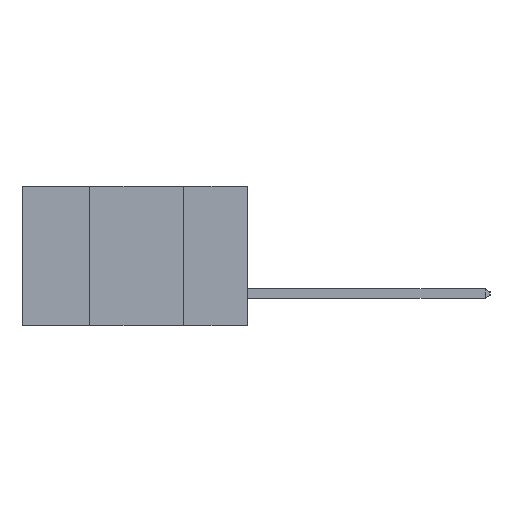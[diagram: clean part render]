
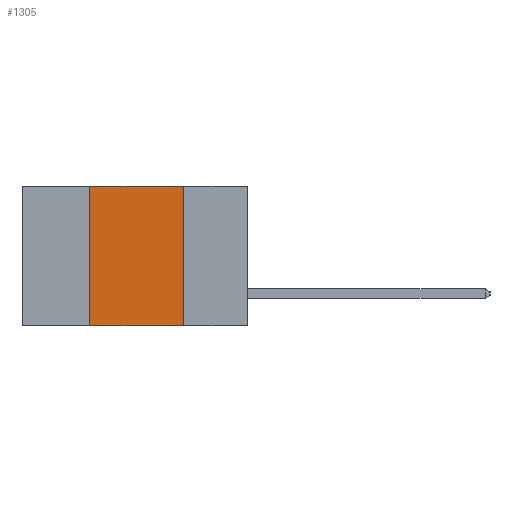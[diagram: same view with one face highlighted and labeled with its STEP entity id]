
A CAD part, left-side view. The second image highlights one B-rep face of the part: STEP entity #1305.
In plain terms, the highlighted planar face has unit normal (-1, 0, 0).
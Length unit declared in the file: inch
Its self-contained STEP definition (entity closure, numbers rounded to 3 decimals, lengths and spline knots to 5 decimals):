
#620 = ORIENTED_EDGE ( 'NONE', *, *, #7814, .F. ) ;
#962 = ORIENTED_EDGE ( 'NONE', *, *, #7095, .T. ) ;
#1083 = VECTOR ( 'NONE', #2719, 39.37008 ) ;
#1300 = CARTESIAN_POINT ( 'NONE',  ( 0., 0.42, -0.37 ) ) ;
#1305 = ADVANCED_FACE ( 'NONE', ( #3039 ), #11139, .F. ) ;
#1534 = EDGE_LOOP ( 'NONE', ( #8799, #11439, #620, #962 ) ) ;
#1872 = VERTEX_POINT ( 'NONE', #2717 ) ;
#2077 = DIRECTION ( 'NONE',  ( 0., -1., 0. ) ) ;
#2286 = CARTESIAN_POINT ( 'NONE',  ( 0., 0.17, 0. ) ) ;
#2717 = CARTESIAN_POINT ( 'NONE',  ( 0., 0.42, -0.37 ) ) ;
#2719 = DIRECTION ( 'NONE',  ( 0., 0., -1. ) ) ;
#3039 = FACE_OUTER_BOUND ( 'NONE', #1534, .T. ) ;
#3166 = CARTESIAN_POINT ( 'NONE',  ( 0., 0.6, 0. ) ) ;
#3878 = VERTEX_POINT ( 'NONE', #2286 ) ;
#4621 = CARTESIAN_POINT ( 'NONE',  ( 0., 0.17, -0.37 ) ) ;
#4769 = CARTESIAN_POINT ( 'NONE',  ( 0., 0.17, -0.37 ) ) ;
#4826 = LINE ( 'NONE', #9010, #7297 ) ;
#6004 = LINE ( 'NONE', #11454, #11431 ) ;
#7095 = EDGE_CURVE ( 'NONE', #1872, #12632, #6004, .T. ) ;
#7297 = VECTOR ( 'NONE', #12980, 39.37008 ) ;
#7814 = EDGE_CURVE ( 'NONE', #1872, #8673, #13161, .T. ) ;
#8520 = EDGE_CURVE ( 'NONE', #8673, #3878, #4826, .T. ) ;
#8673 = VERTEX_POINT ( 'NONE', #13233 ) ;
#8799 = ORIENTED_EDGE ( 'NONE', *, *, #9191, .F. ) ;
#9010 = CARTESIAN_POINT ( 'NONE',  ( 0., 0.6, 0. ) ) ;
#9191 = EDGE_CURVE ( 'NONE', #3878, #12632, #9529, .T. ) ;
#9529 = LINE ( 'NONE', #4769, #1083 ) ;
#10472 = VECTOR ( 'NONE', #10714, 39.37008 ) ;
#10568 = DIRECTION ( 'NONE',  ( 1., 0., 0. ) ) ;
#10714 = DIRECTION ( 'NONE',  ( 0., 0., 1. ) ) ;
#11139 = PLANE ( 'NONE',  #11215 ) ;
#11215 = AXIS2_PLACEMENT_3D ( 'NONE', #3166, #10568, #12019 ) ;
#11431 = VECTOR ( 'NONE', #2077, 39.37008 ) ;
#11439 = ORIENTED_EDGE ( 'NONE', *, *, #8520, .F. ) ;
#11454 = CARTESIAN_POINT ( 'NONE',  ( 0., 0.6, -0.37 ) ) ;
#12019 = DIRECTION ( 'NONE',  ( 0., 0., -1. ) ) ;
#12632 = VERTEX_POINT ( 'NONE', #4621 ) ;
#12980 = DIRECTION ( 'NONE',  ( 0., -1., 0. ) ) ;
#13161 = LINE ( 'NONE', #1300, #10472 ) ;
#13233 = CARTESIAN_POINT ( 'NONE',  ( 0., 0.42, 0. ) ) ;
